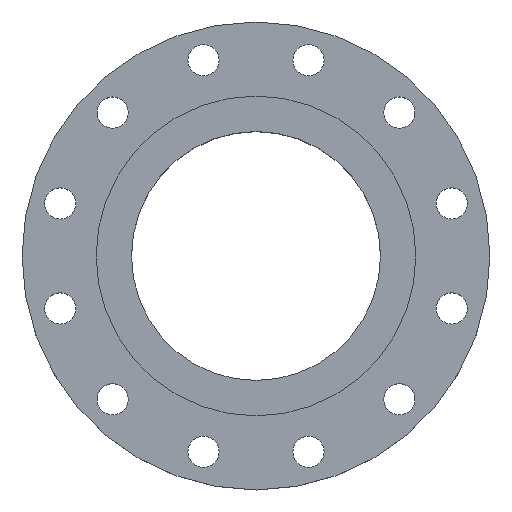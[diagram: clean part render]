
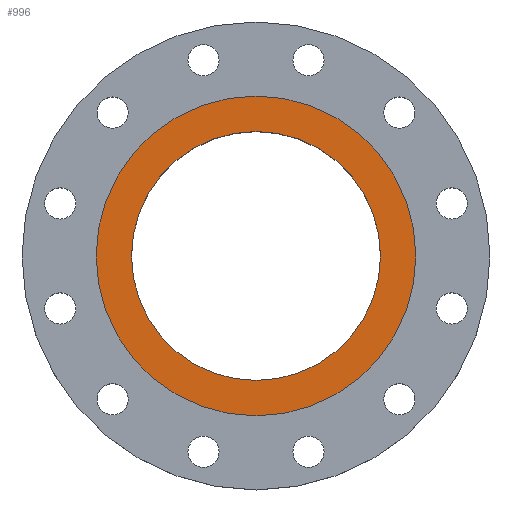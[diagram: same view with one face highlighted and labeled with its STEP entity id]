
A CAD part, top view. The second image highlights one B-rep face of the part: STEP entity #996.
In plain terms, the highlighted planar face has unit normal (0, 0, 1).
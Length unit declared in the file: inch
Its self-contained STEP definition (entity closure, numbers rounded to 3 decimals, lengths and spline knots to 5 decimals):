
#6 = VERTEX_POINT ( 'NONE', #1070 ) ;
#7 = CARTESIAN_POINT ( 'NONE',  ( 0., 0., 0.0625 ) ) ;
#52 = DIRECTION ( 'NONE',  ( 0., 0., 1. ) ) ;
#56 = CARTESIAN_POINT ( 'NONE',  ( 0., 0., 0.0625 ) ) ;
#66 = AXIS2_PLACEMENT_3D ( 'NONE', #1266, #204, #1067 ) ;
#69 = FACE_BOUND ( 'NONE', #896, .T. ) ;
#152 = VERTEX_POINT ( 'NONE', #968 ) ;
#178 = EDGE_CURVE ( 'NONE', #1246, #6, #825, .T. ) ;
#200 = PLANE ( 'NONE',  #452 ) ;
#204 = DIRECTION ( 'NONE',  ( 0., 0., 1. ) ) ;
#229 = AXIS2_PLACEMENT_3D ( 'NONE', #546, #459, #1182 ) ;
#241 = DIRECTION ( 'NONE',  ( 1., 0., 0. ) ) ;
#350 = CARTESIAN_POINT ( 'NONE',  ( 3.99, 0., 0.0625 ) ) ;
#375 = DIRECTION ( 'NONE',  ( 1., 0., 0. ) ) ;
#452 = AXIS2_PLACEMENT_3D ( 'NONE', #56, #1236, #714 ) ;
#459 = DIRECTION ( 'NONE',  ( 0., 0., 1. ) ) ;
#473 = ORIENTED_EDGE ( 'NONE', *, *, #963, .T. ) ;
#484 = ORIENTED_EDGE ( 'NONE', *, *, #1201, .F. ) ;
#488 = VERTEX_POINT ( 'NONE', #924 ) ;
#546 = CARTESIAN_POINT ( 'NONE',  ( 0., 0., 0.0625 ) ) ;
#674 = CIRCLE ( 'NONE', #66, 5.125 ) ;
#714 = DIRECTION ( 'NONE',  ( 1., 0., 0. ) ) ;
#734 = FACE_OUTER_BOUND ( 'NONE', #1025, .T. ) ;
#825 = CIRCLE ( 'NONE', #229, 3.99 ) ;
#896 = EDGE_LOOP ( 'NONE', ( #484, #989 ) ) ;
#903 = ORIENTED_EDGE ( 'NONE', *, *, #1141, .T. ) ;
#915 = CIRCLE ( 'NONE', #946, 3.99 ) ;
#924 = CARTESIAN_POINT ( 'NONE',  ( 5.125, 0., 0.0625 ) ) ;
#946 = AXIS2_PLACEMENT_3D ( 'NONE', #7, #1094, #241 ) ;
#963 = EDGE_CURVE ( 'NONE', #488, #152, #1055, .T. ) ;
#968 = CARTESIAN_POINT ( 'NONE',  ( -5.125, 0., 0.0625 ) ) ;
#989 = ORIENTED_EDGE ( 'NONE', *, *, #178, .F. ) ;
#996 = ADVANCED_FACE ( 'NONE', ( #69, #734 ), #200, .T. ) ;
#1018 = CARTESIAN_POINT ( 'NONE',  ( 0., 0., 0.0625 ) ) ;
#1025 = EDGE_LOOP ( 'NONE', ( #903, #473 ) ) ;
#1055 = CIRCLE ( 'NONE', #1171, 5.125 ) ;
#1067 = DIRECTION ( 'NONE',  ( 1., 0., 0. ) ) ;
#1070 = CARTESIAN_POINT ( 'NONE',  ( -3.99, 0., 0.0625 ) ) ;
#1094 = DIRECTION ( 'NONE',  ( 0., 0., 1. ) ) ;
#1141 = EDGE_CURVE ( 'NONE', #152, #488, #674, .T. ) ;
#1171 = AXIS2_PLACEMENT_3D ( 'NONE', #1018, #52, #375 ) ;
#1182 = DIRECTION ( 'NONE',  ( 1., 0., 0. ) ) ;
#1201 = EDGE_CURVE ( 'NONE', #6, #1246, #915, .T. ) ;
#1236 = DIRECTION ( 'NONE',  ( 0., 0., 1. ) ) ;
#1246 = VERTEX_POINT ( 'NONE', #350 ) ;
#1266 = CARTESIAN_POINT ( 'NONE',  ( 0., 0., 0.0625 ) ) ;
